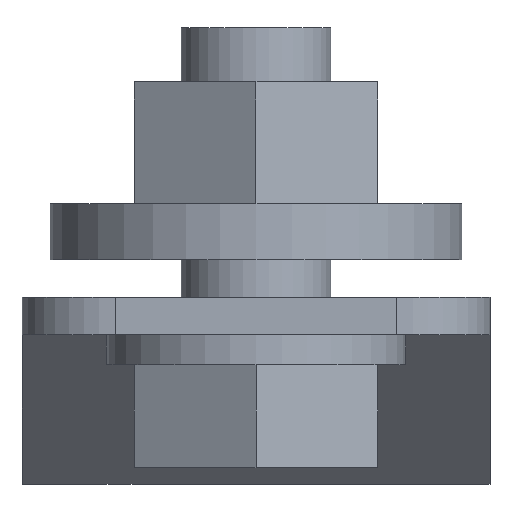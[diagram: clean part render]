
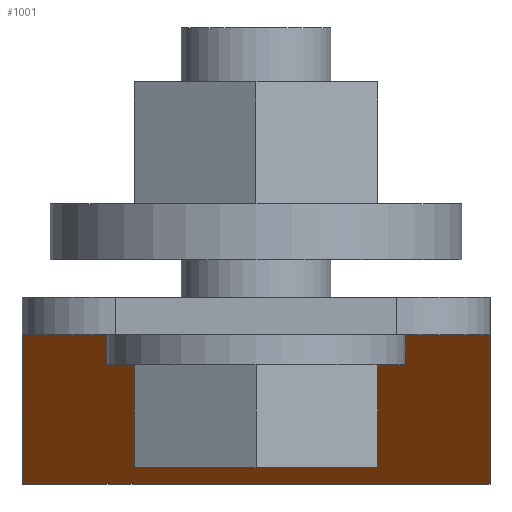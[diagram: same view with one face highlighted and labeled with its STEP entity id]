
A CAD part, front view. The second image highlights one B-rep face of the part: STEP entity #1001.
In plain terms, the highlighted planar face has unit normal (0, -0.707, -0.707).
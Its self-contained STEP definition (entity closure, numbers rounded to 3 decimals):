
#9 = DIRECTION ( 'NONE',  ( 0., 0.707, -0.707 ) ) ;
#16 = LINE ( 'NONE', #735, #374 ) ;
#36 = VERTEX_POINT ( 'NONE', #923 ) ;
#43 = ORIENTED_EDGE ( 'NONE', *, *, #115, .T. ) ;
#102 = DIRECTION ( 'NONE',  ( 0., -0.707, 0.707 ) ) ;
#115 = EDGE_CURVE ( 'NONE', #1251, #876, #16, .T. ) ;
#128 = EDGE_CURVE ( 'NONE', #36, #876, #852, .T. ) ;
#221 = DIRECTION ( 'NONE',  ( 0., 0.707, -0.707 ) ) ;
#290 = LINE ( 'NONE', #760, #1130 ) ;
#357 = VERTEX_POINT ( 'NONE', #673 ) ;
#374 = VECTOR ( 'NONE', #9, 1000. ) ;
#385 = CARTESIAN_POINT ( 'NONE',  ( 12.5, 31.172, 0. ) ) ;
#482 = CARTESIAN_POINT ( 'NONE',  ( 12.5, 23.172, 8. ) ) ;
#499 = PLANE ( 'NONE',  #552 ) ;
#552 = AXIS2_PLACEMENT_3D ( 'NONE', #482, #588, #102 ) ;
#573 = VECTOR ( 'NONE', #1065, 1000. ) ;
#588 = DIRECTION ( 'NONE',  ( 0., 0.707, 0.707 ) ) ;
#673 = CARTESIAN_POINT ( 'NONE',  ( 12.5, 23.172, 8. ) ) ;
#724 = LINE ( 'NONE', #1191, #1226 ) ;
#735 = CARTESIAN_POINT ( 'NONE',  ( -12.5, 23.172, 8. ) ) ;
#760 = CARTESIAN_POINT ( 'NONE',  ( 12.5, 23.172, 8. ) ) ;
#821 = EDGE_LOOP ( 'NONE', ( #43, #1369, #918, #1241 ) ) ;
#822 = FACE_OUTER_BOUND ( 'NONE', #821, .T. ) ;
#852 = LINE ( 'NONE', #385, #573 ) ;
#876 = VERTEX_POINT ( 'NONE', #1488 ) ;
#918 = ORIENTED_EDGE ( 'NONE', *, *, #1429, .F. ) ;
#923 = CARTESIAN_POINT ( 'NONE',  ( 12.5, 31.172, 0. ) ) ;
#989 = CARTESIAN_POINT ( 'NONE',  ( -12.5, 23.172, 8. ) ) ;
#1001 = ADVANCED_FACE ( 'NONE', ( #822 ), #499, .F. ) ;
#1065 = DIRECTION ( 'NONE',  ( -1., 0., 0. ) ) ;
#1130 = VECTOR ( 'NONE', #1235, 1000. ) ;
#1191 = CARTESIAN_POINT ( 'NONE',  ( 12.5, 23.172, 8. ) ) ;
#1226 = VECTOR ( 'NONE', #221, 1000. ) ;
#1231 = EDGE_CURVE ( 'NONE', #357, #1251, #290, .T. ) ;
#1235 = DIRECTION ( 'NONE',  ( -1., 0., 0. ) ) ;
#1241 = ORIENTED_EDGE ( 'NONE', *, *, #1231, .T. ) ;
#1251 = VERTEX_POINT ( 'NONE', #989 ) ;
#1369 = ORIENTED_EDGE ( 'NONE', *, *, #128, .F. ) ;
#1429 = EDGE_CURVE ( 'NONE', #357, #36, #724, .T. ) ;
#1488 = CARTESIAN_POINT ( 'NONE',  ( -12.5, 31.172, 0. ) ) ;
